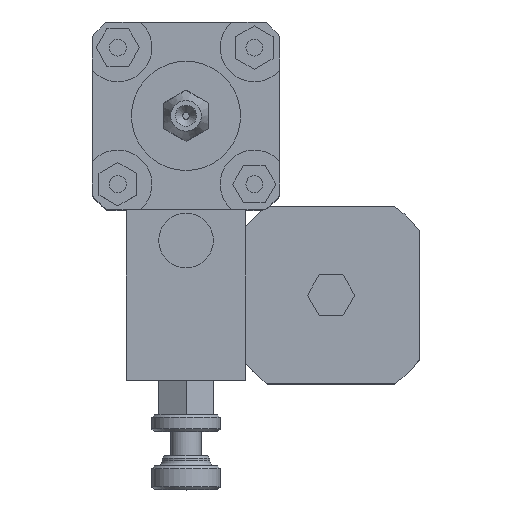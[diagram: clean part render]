
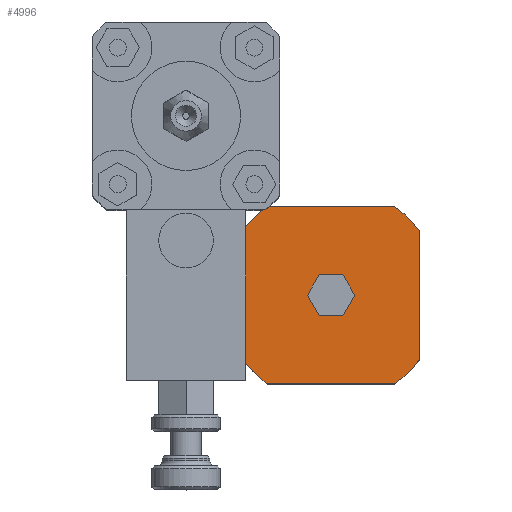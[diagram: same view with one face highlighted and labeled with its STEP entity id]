
A CAD part, top view. The second image highlights one B-rep face of the part: STEP entity #4996.
In plain terms, the highlighted face is planar.
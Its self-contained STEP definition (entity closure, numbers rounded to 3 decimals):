
#4491=CARTESIAN_POINT('',(-8.0,39.036,19.));
#4492=VERTEX_POINT('',#4491);
#4499=CARTESIAN_POINT('',(-8.0,35.572,25.));
#4500=VERTEX_POINT('',#4499);
#4501=CARTESIAN_POINT('',(-8.0,35.572,25.));
#4502=DIRECTION('',(0.0,0.5,-0.866));
#4503=VECTOR('',#4502,6.928);
#4504=LINE('',#4501,#4503);
#4505=EDGE_CURVE('',#4500,#4492,#4504,.T.);
#4529=CARTESIAN_POINT('',(-8.0,45.964,19.));
#4530=VERTEX_POINT('',#4529);
#4537=CARTESIAN_POINT('',(-8.0,39.036,19.));
#4538=DIRECTION('',(0.0,1.0,0.0));
#4539=VECTOR('',#4538,6.928);
#4540=LINE('',#4537,#4539);
#4541=EDGE_CURVE('',#4492,#4530,#4540,.T.);
#4560=CARTESIAN_POINT('',(-8.0,49.428,25.));
#4561=VERTEX_POINT('',#4560);
#4568=CARTESIAN_POINT('',(-8.0,45.964,19.));
#4569=DIRECTION('',(0.0,0.5,0.866));
#4570=VECTOR('',#4569,6.928);
#4571=LINE('',#4568,#4570);
#4572=EDGE_CURVE('',#4530,#4561,#4571,.T.);
#4591=CARTESIAN_POINT('',(-8.0,45.964,31.));
#4592=VERTEX_POINT('',#4591);
#4599=CARTESIAN_POINT('',(-8.0,49.428,25.));
#4600=DIRECTION('',(0.0,-0.5,0.866));
#4601=VECTOR('',#4600,6.928);
#4602=LINE('',#4599,#4601);
#4603=EDGE_CURVE('',#4561,#4592,#4602,.T.);
#4622=CARTESIAN_POINT('',(-8.0,39.036,31.));
#4623=VERTEX_POINT('',#4622);
#4630=CARTESIAN_POINT('',(-8.0,45.964,31.));
#4631=DIRECTION('',(0.0,-1.0,0.0));
#4632=VECTOR('',#4631,6.928);
#4633=LINE('',#4630,#4632);
#4634=EDGE_CURVE('',#4592,#4623,#4633,.T.);
#4652=CARTESIAN_POINT('',(-8.0,39.036,31.));
#4653=DIRECTION('',(0.0,-0.5,-0.866));
#4654=VECTOR('',#4653,6.928);
#4655=LINE('',#4652,#4654);
#4656=EDGE_CURVE('',#4623,#4500,#4655,.T.);
#4913=CARTESIAN_POINT('',(-8.0,42.5,25.0));
#4914=DIRECTION('',(1.0,0.0,0.0));
#4915=DIRECTION('',(0.0,0.0,-1.0));
#4916=AXIS2_PLACEMENT_3D('',#4913,#4914,#4915);
#4917=PLANE('',#4916);
#4918=CARTESIAN_POINT('',(-8.,17.5,5.025));
#4919=VERTEX_POINT('',#4918);
#4920=CARTESIAN_POINT('',(-8.,17.5,44.975));
#4921=VERTEX_POINT('',#4920);
#4922=CARTESIAN_POINT('',(-8.0,17.5,5.025));
#4923=DIRECTION('',(0.0,0.0,1.0));
#4924=VECTOR('',#4923,39.95);
#4925=LINE('',#4922,#4924);
#4926=EDGE_CURVE('',#4919,#4921,#4925,.T.);
#4927=ORIENTED_EDGE('',*,*,#4926,.T.);
#4928=CARTESIAN_POINT('',(-8.0,23.845,51.0));
#4929=VERTEX_POINT('',#4928);
#4930=CARTESIAN_POINT('',(-8.0,42.5,25.0));
#4931=DIRECTION('',(1.,0.0,0.0));
#4932=DIRECTION('',(0.0,-0.583,0.812));
#4933=AXIS2_PLACEMENT_3D('',#4930,#4931,#4932);
#4934=CIRCLE('',#4933,32.);
#4935=EDGE_CURVE('',#4929,#4921,#4934,.T.);
#4936=ORIENTED_EDGE('',*,*,#4935,.F.);
#4937=CARTESIAN_POINT('',(-8.0,61.155,51.));
#4938=VERTEX_POINT('',#4937);
#4939=CARTESIAN_POINT('',(-8.0,61.155,51.));
#4940=DIRECTION('',(0.0,-1.0,0.0));
#4941=VECTOR('',#4940,37.31);
#4942=LINE('',#4939,#4941);
#4943=EDGE_CURVE('',#4938,#4929,#4942,.T.);
#4944=ORIENTED_EDGE('',*,*,#4943,.F.);
#4945=CARTESIAN_POINT('',(-8.0,68.5,43.655));
#4946=VERTEX_POINT('',#4945);
#4947=CARTESIAN_POINT('',(-8.0,42.5,25.0));
#4948=DIRECTION('',(1.,0.0,0.0));
#4949=DIRECTION('',(0.0,0.812,0.583));
#4950=AXIS2_PLACEMENT_3D('',#4947,#4948,#4949);
#4951=CIRCLE('',#4950,32.);
#4952=EDGE_CURVE('',#4946,#4938,#4951,.T.);
#4953=ORIENTED_EDGE('',*,*,#4952,.F.);
#4954=CARTESIAN_POINT('',(-8.0,68.5,6.345));
#4955=VERTEX_POINT('',#4954);
#4956=CARTESIAN_POINT('',(-8.0,68.5,6.345));
#4957=DIRECTION('',(0.0,0.0,1.0));
#4958=VECTOR('',#4957,37.31);
#4959=LINE('',#4956,#4958);
#4960=EDGE_CURVE('',#4955,#4946,#4959,.T.);
#4961=ORIENTED_EDGE('',*,*,#4960,.F.);
#4962=CARTESIAN_POINT('',(-8.0,61.155,-1.));
#4963=VERTEX_POINT('',#4962);
#4964=CARTESIAN_POINT('',(-8.0,42.5,25.0));
#4965=DIRECTION('',(1.,0.0,0.0));
#4966=DIRECTION('',(0.0,0.583,-0.812));
#4967=AXIS2_PLACEMENT_3D('',#4964,#4965,#4966);
#4968=CIRCLE('',#4967,32.);
#4969=EDGE_CURVE('',#4963,#4955,#4968,.T.);
#4970=ORIENTED_EDGE('',*,*,#4969,.F.);
#4971=CARTESIAN_POINT('',(-8.0,23.845,-1.));
#4972=VERTEX_POINT('',#4971);
#4973=CARTESIAN_POINT('',(-8.0,23.845,-1.));
#4974=DIRECTION('',(0.0,1.0,0.0));
#4975=VECTOR('',#4974,37.31);
#4976=LINE('',#4973,#4975);
#4977=EDGE_CURVE('',#4972,#4963,#4976,.T.);
#4978=ORIENTED_EDGE('',*,*,#4977,.F.);
#4979=CARTESIAN_POINT('',(-8.0,42.5,25.0));
#4980=DIRECTION('',(1.,0.0,0.0));
#4981=DIRECTION('',(0.0,-0.812,-0.583));
#4982=AXIS2_PLACEMENT_3D('',#4979,#4980,#4981);
#4983=CIRCLE('',#4982,32.);
#4984=EDGE_CURVE('',#4919,#4972,#4983,.T.);
#4985=ORIENTED_EDGE('',*,*,#4984,.F.);
#4986=EDGE_LOOP('',(#4927,#4936,#4944,#4953,#4961,#4970,#4978,#4985));
#4987=FACE_OUTER_BOUND('',#4986,.T.);
#4988=ORIENTED_EDGE('',*,*,#4505,.T.);
#4989=ORIENTED_EDGE('',*,*,#4541,.T.);
#4990=ORIENTED_EDGE('',*,*,#4572,.T.);
#4991=ORIENTED_EDGE('',*,*,#4603,.T.);
#4992=ORIENTED_EDGE('',*,*,#4634,.T.);
#4993=ORIENTED_EDGE('',*,*,#4656,.T.);
#4994=EDGE_LOOP('',(#4988,#4989,#4990,#4991,#4992,#4993));
#4995=FACE_BOUND('',#4994,.T.);
#4996=ADVANCED_FACE('',(#4987,#4995),#4917,.F.);
